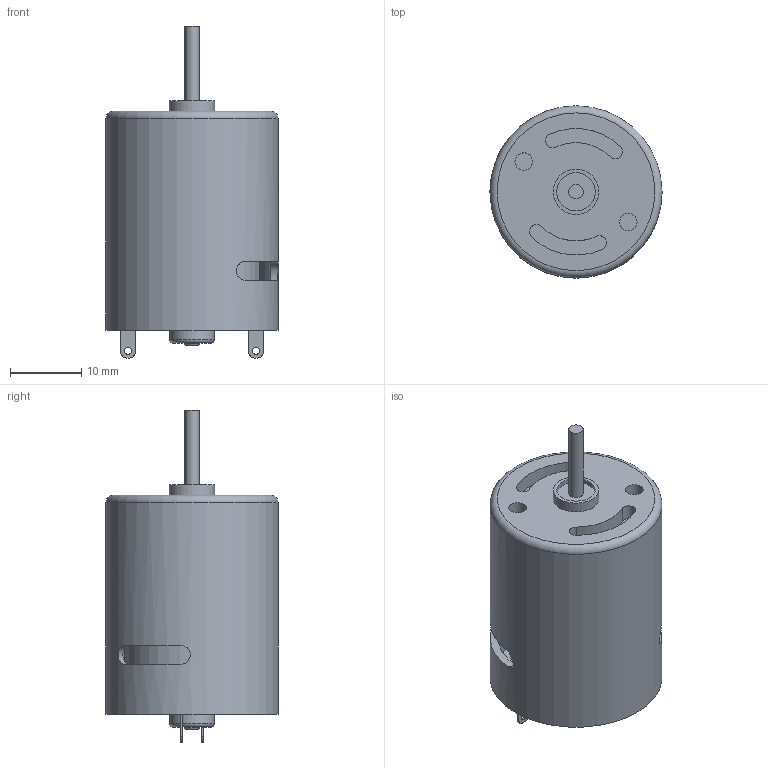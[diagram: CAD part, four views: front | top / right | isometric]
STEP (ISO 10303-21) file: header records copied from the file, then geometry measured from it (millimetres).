
FILE_DESCRIPTION( ( 'Unknown' ), '1' );
FILE_NAME( '370S.stp', 'Unknown', ( 'Unknown' ), ( 'Unknown' ), 'PSStep 17.0.49', 'Unknown', ' ' );
FILE_SCHEMA( ( 'AUTOMOTIVE_DESIGN { 1 0 10303 214 1 1 1 1 }' ) );
Length unit declared in the file: millimetre
Products named in the file (3): 1; 2; 3
Bounding box: 24.2 x 24.2 x 46.7 mm (x, y, z)
Volume: 10126.4 mm3; surface area: 8039 mm2
Topology: 3 solids, 3 shells, 74 faces, 166 edges, 111 vertices
Faces by surface type: plane 36, cylinder 35, torus 3
Full cylindrical faces by diameter (mm): 1 x2, 2 x4, 2.459 x2, 5.4 x1, 6.3 x1, 6.4 x1, 19 x1, 22 x1, 23.2 x1, 24.2 x1
Entity records: 2722 total; most frequent: CARTESIAN_POINT 467, DIRECTION 360, ORIENTED_EDGE 282, AXIS2_PLACEMENT_3D 150, EDGE_CURVE 141, EDGE_LOOP 118, VERTEX_POINT 105, FACE_OUTER_BOUND 92
